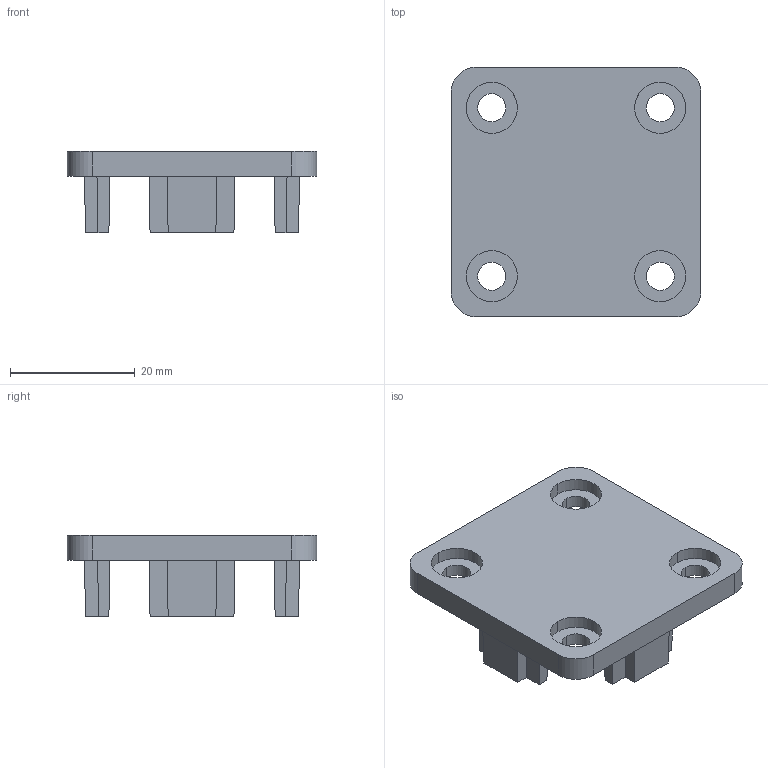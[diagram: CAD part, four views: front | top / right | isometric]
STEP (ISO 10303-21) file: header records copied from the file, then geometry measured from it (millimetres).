
FILE_DESCRIPTION (( 'STEP AP203' ), '1' );
FILE_NAME ('012006KAK4040.STEP', '2024-03-13T14:46:30', ( 'Windows-Benutzer' ), ( '' ), 'SwSTEP 2.0', 'SolidWorks 2023', '' );
FILE_SCHEMA (( 'CONFIG_CONTROL_DESIGN' ));
Length unit declared in the file: millimetre
Products named in the file (1): 012006KAK4040
Bounding box: 40 x 40 x 13 mm (x, y, z)
Volume: 6353 mm3; surface area: 5577 mm2
Topology: 1 solids, 1 shells, 109 faces, 282 edges, 188 vertices
Faces by surface type: plane 79, cylinder 30
Entity records: 3409 total; most frequent: CARTESIAN_POINT 580, ORIENTED_EDGE 564, DIRECTION 562, EDGE_CURVE 282, VECTOR 222, LINE 222, VERTEX_POINT 188, AXIS2_PLACEMENT_3D 170
